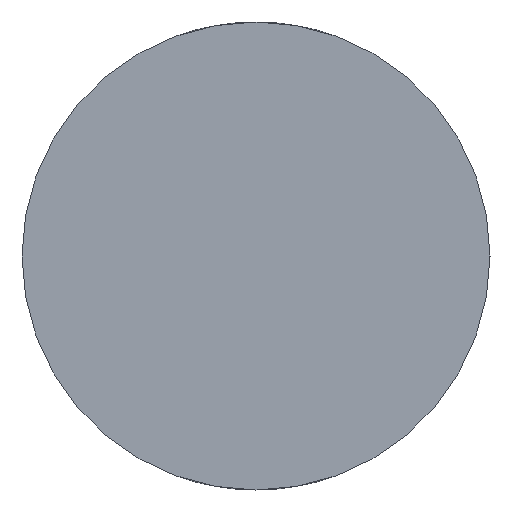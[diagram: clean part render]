
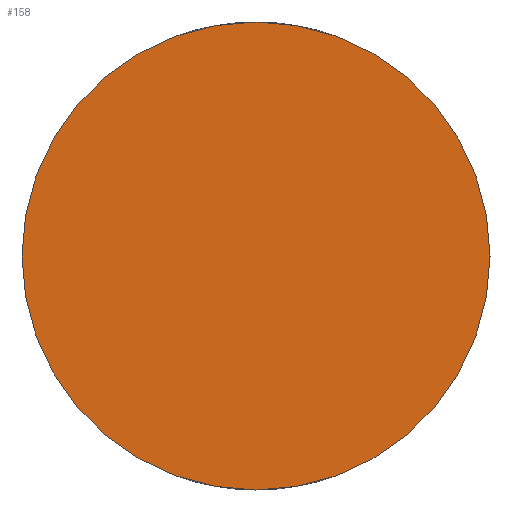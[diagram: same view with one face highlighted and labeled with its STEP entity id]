
A CAD part, left-side view. The second image highlights one B-rep face of the part: STEP entity #158.
In plain terms, the highlighted planar face has unit normal (-1, 0, 0).
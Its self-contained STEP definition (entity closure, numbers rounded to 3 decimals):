
#4 = ORIENTED_EDGE ( 'NONE', *, *, #80, .T. ) ;
#8 = EDGE_LOOP ( 'NONE', ( #4, #152 ) ) ;
#18 = VERTEX_POINT ( 'NONE', #74 ) ;
#19 = CARTESIAN_POINT ( 'NONE',  ( 360.293, 32.401, 0. ) ) ;
#24 = VERTEX_POINT ( 'NONE', #153 ) ;
#27 = CARTESIAN_POINT ( 'NONE',  ( 360.293, 32.401, 0. ) ) ;
#35 = DIRECTION ( 'NONE',  ( 1., 0., 0. ) ) ;
#74 = CARTESIAN_POINT ( 'NONE',  ( 360.293, 32.401, 2. ) ) ;
#78 = AXIS2_PLACEMENT_3D ( 'NONE', #19, #151, #129 ) ;
#80 = EDGE_CURVE ( 'NONE', #18, #24, #94, .T. ) ;
#84 = DIRECTION ( 'NONE',  ( 0., 0., -1. ) ) ;
#91 = FACE_OUTER_BOUND ( 'NONE', #8, .T. ) ;
#94 = CIRCLE ( 'NONE', #149, 2. ) ;
#106 = CIRCLE ( 'NONE', #78, 2. ) ;
#109 = DIRECTION ( 'NONE',  ( -1., 0., 0. ) ) ;
#126 = DIRECTION ( 'NONE',  ( 0., 0., 1. ) ) ;
#129 = DIRECTION ( 'NONE',  ( 0., 0., 1. ) ) ;
#149 = AXIS2_PLACEMENT_3D ( 'NONE', #27, #109, #126 ) ;
#151 = DIRECTION ( 'NONE',  ( -1., 0., 0. ) ) ;
#152 = ORIENTED_EDGE ( 'NONE', *, *, #154, .T. ) ;
#153 = CARTESIAN_POINT ( 'NONE',  ( 360.293, 32.401, -2. ) ) ;
#154 = EDGE_CURVE ( 'NONE', #24, #18, #106, .T. ) ;
#158 = ADVANCED_FACE ( 'NONE', ( #91 ), #174, .F. ) ;
#159 = CARTESIAN_POINT ( 'NONE',  ( 360.293, 32.401, 0. ) ) ;
#161 = AXIS2_PLACEMENT_3D ( 'NONE', #159, #35, #84 ) ;
#174 = PLANE ( 'NONE',  #161 ) ;
